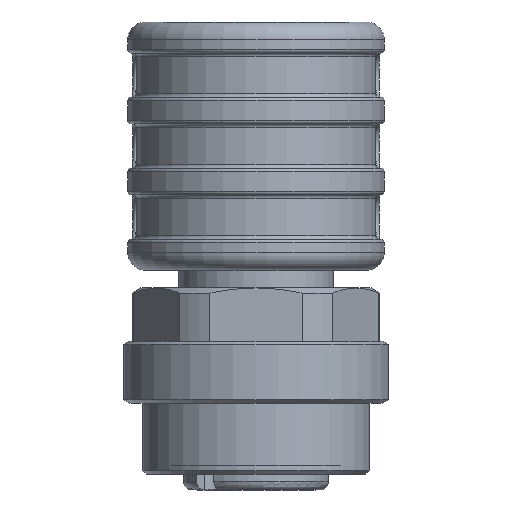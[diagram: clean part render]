
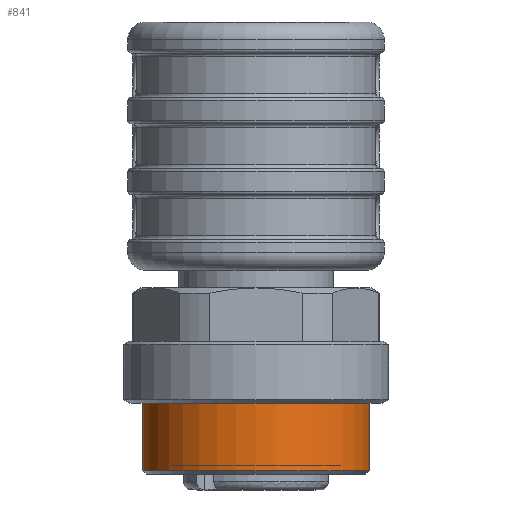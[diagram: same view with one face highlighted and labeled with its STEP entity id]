
A CAD part, left-side view. The second image highlights one B-rep face of the part: STEP entity #841.
In plain terms, the highlighted cylindrical face has radius 6.4 mm (diameter 12.8 mm), a full revolution.
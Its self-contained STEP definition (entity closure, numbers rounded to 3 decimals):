
#265=FACE_BOUND('',#1510,.T.);
#266=FACE_BOUND('',#1511,.T.);
#841=ADVANCED_FACE('',(#265,#266),#1076,.T.);
#1076=CYLINDRICAL_SURFACE('',#5559,6.4);
#1510=EDGE_LOOP('',(#2517));
#1511=EDGE_LOOP('',(#2518));
#1856=CIRCLE('',#5557,6.4);
#1857=CIRCLE('',#5558,6.4);
#2517=ORIENTED_EDGE('',*,*,#4118,.T.);
#2518=ORIENTED_EDGE('',*,*,#4119,.T.);
#3530=VERTEX_POINT('',#8279);
#3531=VERTEX_POINT('',#8281);
#4118=EDGE_CURVE('',#3530,#3530,#1856,.T.);
#4119=EDGE_CURVE('',#3531,#3531,#1857,.T.);
#5557=AXIS2_PLACEMENT_3D('',#8278,#6383,#6384);
#5558=AXIS2_PLACEMENT_3D('',#8280,#6385,#6386);
#5559=AXIS2_PLACEMENT_3D('',#8282,#6387,#6388);
#6383=DIRECTION('',(0.,0.,1.));
#6384=DIRECTION('',(0.866,0.5,0.));
#6385=DIRECTION('',(0.,0.,-1.));
#6386=DIRECTION('',(-0.5,0.866,0.));
#6387=DIRECTION('',(0.,0.,-1.));
#6388=DIRECTION('',(0.5,-0.866,0.));
#8278=CARTESIAN_POINT('',(60.,60.,-18.3));
#8279=CARTESIAN_POINT('',(65.543,63.2,-18.3));
#8280=CARTESIAN_POINT('',(60.,60.,-14.5));
#8281=CARTESIAN_POINT('',(56.8,65.543,-14.5));
#8282=CARTESIAN_POINT('',(60.,60.,-18.5));
